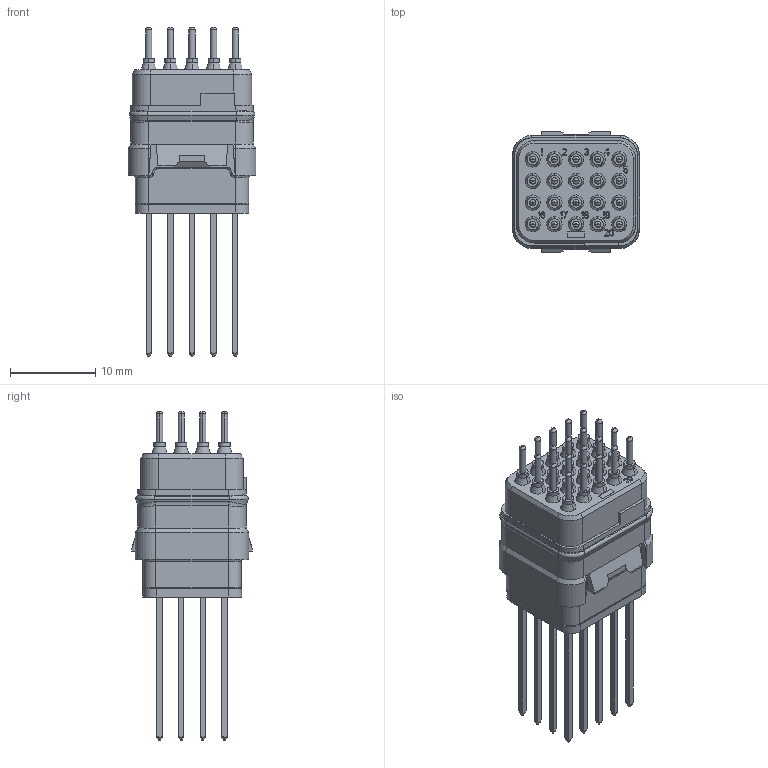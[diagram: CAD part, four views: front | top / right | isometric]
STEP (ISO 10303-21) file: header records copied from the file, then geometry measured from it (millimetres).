
FILE_DESCRIPTION((''),'2;1');
FILE_NAME('SIME2022PDK','2020-06-10T',('presta_be4'),(''),'CREO PARAMETRIC BY PTC INC, 2018360','CREO PARAMETRIC BY PTC INC, 2018360','');
FILE_SCHEMA(('CONFIG_CONTROL_DESIGN'));
Products named in the file (1): SIME2022PDK
Bounding box: 15 x 14.2 x 38.65 mm (x, y, z)
Volume: 2691.2 mm3; surface area: 4311.9 mm2
Topology: 1 solids, 1 shells, 2624 faces, 6706 edges, 4284 vertices
Faces by surface type: plane 1508, cylinder 524, cone 296, torus 220, bspline 76
Entity records: 91029 total; most frequent: CARTESIAN_POINT 27014, ORIENTED_EDGE 13412, DIRECTION 13045, EDGE_CURVE 6706, VECTOR 4499, LINE 4499, VERTEX_POINT 4284, AXIS2_PLACEMENT_3D 4273
